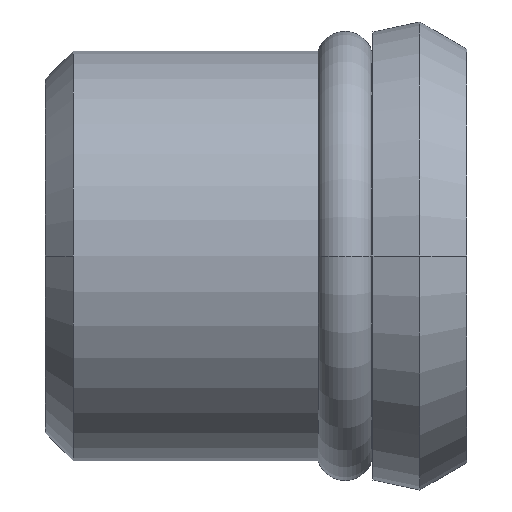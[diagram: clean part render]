
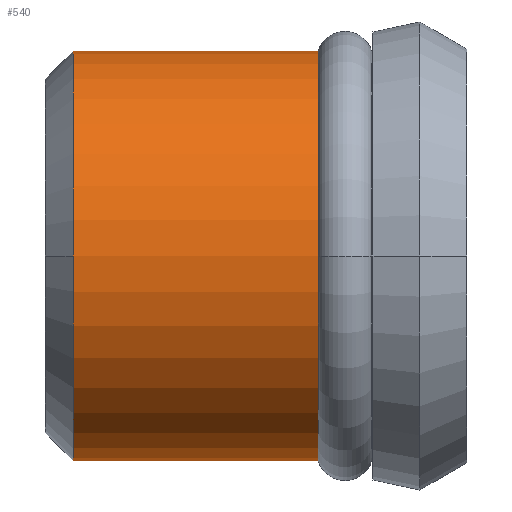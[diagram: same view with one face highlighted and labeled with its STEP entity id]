
A CAD part, left-side view. The second image highlights one B-rep face of the part: STEP entity #540.
In plain terms, the highlighted cylindrical face has radius 5.556 mm (diameter 11.112 mm), a partial arc.
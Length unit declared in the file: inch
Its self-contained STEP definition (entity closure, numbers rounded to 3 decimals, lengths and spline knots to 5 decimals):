
#63=DIRECTION('',(0.,-1.,0.));
#64=VECTOR('',#63,0.26155);
#65=CARTESIAN_POINT('',(0.,0.42025,-0.21875));
#66=LINE('',#65,#64);
#71=DIRECTION('',(0.,-1.,0.));
#72=VECTOR('',#71,0.26155);
#73=CARTESIAN_POINT('',(0.,0.42025,0.21875));
#74=LINE('',#73,#72);
#79=CARTESIAN_POINT('',(0.,0.42025,0.));
#80=DIRECTION('',(0.,1.,0.));
#81=DIRECTION('',(0.,0.,-1.));
#82=AXIS2_PLACEMENT_3D('',#79,#80,#81);
#118=CARTESIAN_POINT('',(0.,0.42025,0.));
#119=DIRECTION('',(0.,1.,0.));
#120=DIRECTION('',(-1.,0.,0.));
#121=AXIS2_PLACEMENT_3D('',#118,#119,#120);
#160=CARTESIAN_POINT('',(0.,0.1587,0.));
#161=DIRECTION('',(0.,1.,0.));
#162=DIRECTION('',(-1.,0.,0.));
#163=AXIS2_PLACEMENT_3D('',#160,#161,#162);
#170=CARTESIAN_POINT('',(0.,0.1587,0.));
#171=DIRECTION('',(0.,1.,0.));
#172=DIRECTION('',(0.,0.,-1.));
#173=AXIS2_PLACEMENT_3D('',#170,#171,#172);
#365=CARTESIAN_POINT('',(0.,0.42025,-0.21875));
#367=VERTEX_POINT('',#365);
#368=CARTESIAN_POINT('',(0.,0.42025,0.21875));
#369=VERTEX_POINT('',#368);
#370=CARTESIAN_POINT('',(-0.21875,0.42025,0.));
#371=VERTEX_POINT('',#370);
#372=CARTESIAN_POINT('',(0.,0.1587,-0.21875));
#373=VERTEX_POINT('',#372);
#376=CARTESIAN_POINT('',(0.,0.1587,0.21875));
#377=VERTEX_POINT('',#376);
#384=CARTESIAN_POINT('',(-0.21875,0.1587,0.));
#385=VERTEX_POINT('',#384);
#523=CARTESIAN_POINT('',(0.,0.45,0.));
#524=DIRECTION('',(0.,1.,0.));
#525=DIRECTION('',(0.,0.,-1.));
#526=AXIS2_PLACEMENT_3D('',#523,#524,#525);
#527=CYLINDRICAL_SURFACE('',#526,0.21875);
#528=ORIENTED_EDGE('',*,*,#491,.F.);
#530=ORIENTED_EDGE('',*,*,#529,.T.);
#532=ORIENTED_EDGE('',*,*,#531,.T.);
#533=ORIENTED_EDGE('',*,*,#497,.T.);
#535=ORIENTED_EDGE('',*,*,#534,.F.);
#537=ORIENTED_EDGE('',*,*,#536,.F.);
#538=EDGE_LOOP('',(#528,#530,#532,#533,#535,#537));
#539=FACE_OUTER_BOUND('',#538,.F.);
#540=ADVANCED_FACE('',(#539),#527,.T.);
#83=CIRCLE('',#82,0.21875);
#122=CIRCLE('',#121,0.21875);
#164=CIRCLE('',#163,0.21875);
#174=CIRCLE('',#173,0.21875);
#491=EDGE_CURVE('',#367,#373,#66,.T.);
#497=EDGE_CURVE('',#369,#377,#74,.T.);
#529=EDGE_CURVE('',#367,#371,#83,.T.);
#531=EDGE_CURVE('',#371,#369,#122,.T.);
#534=EDGE_CURVE('',#385,#377,#164,.T.);
#536=EDGE_CURVE('',#373,#385,#174,.T.);
